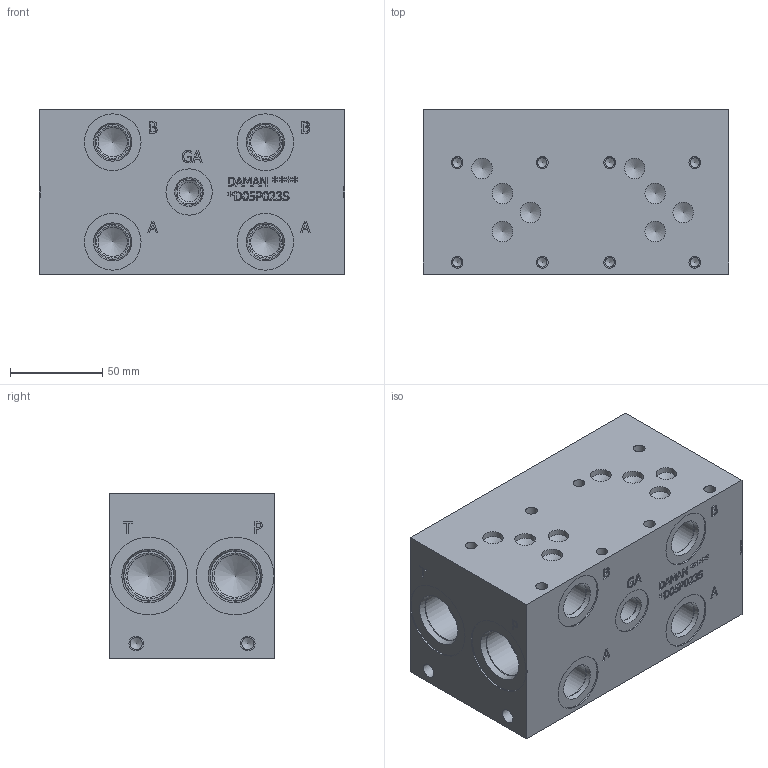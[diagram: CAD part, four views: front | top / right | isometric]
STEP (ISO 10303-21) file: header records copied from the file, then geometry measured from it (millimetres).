
FILE_DESCRIPTION(/* description */ (''),/* implementation_level */ '2;1');
FILE_NAME(/* name */ '_D05P023S.stp',/* time_stamp */ '2020-03-10T12:04:02-04:00',/* author */ ('devonn'),/* organization */ (''),/* preprocessor_version */ 'ST-DEVELOPER v17',/* originating_system */ 'Autodesk Inventor 2019',/* authorisation */ '');
FILE_SCHEMA (('AUTOMOTIVE_DESIGN { 1 0 10303 214 3 1 1 }'));
Length unit declared in the file: millimetre
Products named in the file (1): Part_AD05P023S_3D
Bounding box: 165.1 x 88.9 x 88.9 mm (x, y, z)
Volume: 1190237.1 mm3; surface area: 97582 mm2
Topology: 1 solids, 1 shells, 650 faces, 1776 edges, 1202 vertices
Faces by surface type: plane 352, bspline 165, cylinder 77, cone 56
Full cylindrical faces by diameter (mm): 5.105 x8, 6.35 x8, 6.528 x4, 7.925 x4, 10.719 x1, 11.125 x8, 12.9 x1, 14.275 x1, 14.529 x1, 15.875 x4, 17.501 x4, 19.05 x4, 19.253 x4, 23.012 x4, 24.917 x4, 25.019 x1, 26.99 x2, 27 x2, 27.432 x4, 30.632 x4, 42.037 x4
Entity records: 21833 total; most frequent: CARTESIAN_POINT 5745, ORIENTED_EDGE 3494, DIRECTION 2680, EDGE_CURVE 1747, VERTEX_POINT 1202, LINE 1126, VECTOR 1126, AXIS2_PLACEMENT_3D 777
